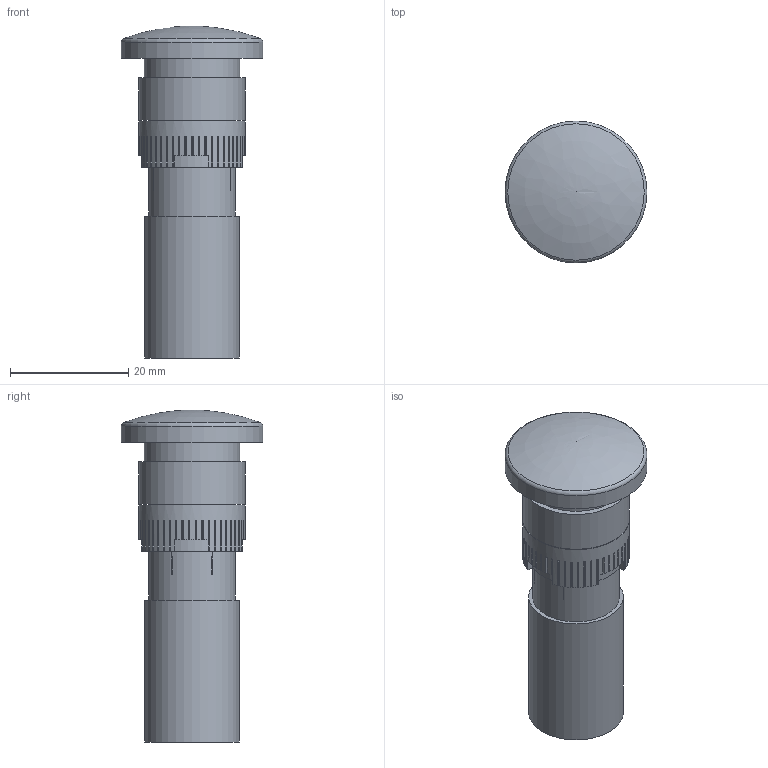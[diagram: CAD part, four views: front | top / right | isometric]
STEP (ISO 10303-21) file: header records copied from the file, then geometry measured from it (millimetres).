
FILE_DESCRIPTION(/* description */ (''),/* implementation_level */ '2;1');
FILE_NAME(/* name */ 'P16xxR1Kxxxxxx.stp',/* time_stamp */ '2025-05-27T14:10:56-05:00',/* author */ ('mroman'),/* organization */ (''),/* preprocessor_version */ 'ST-DEVELOPER v18.1',/* originating_system */ 'Autodesk Inventor 2022',/* authorisation */ '');
FILE_SCHEMA (('AUTOMOTIVE_DESIGN { 1 0 10303 214 3 1 1 }'));
Length unit declared in the file: centimetre
Products named in the file (1): P16xxR1Kxxxxxx
Bounding box: 24 x 24 x 56.15 mm (x, y, z)
Volume: 9805.4 mm3; surface area: 8589.2 mm2
Topology: 1 solids, 4 shells, 370 faces, 1036 edges, 689 vertices
Faces by surface type: plane 323, cylinder 44, torus 1, bspline 1, cone 1
Full cylindrical faces by diameter (mm): 3.1 x2, 8.4 x1, 14.7 x4, 16 x1, 16.1 x2, 18 x2, 24 x1
Entity records: 11984 total; most frequent: CARTESIAN_POINT 2159, ORIENTED_EDGE 2070, DIRECTION 1993, EDGE_CURVE 1035, LINE 809, VECTOR 809, VERTEX_POINT 689, AXIS2_PLACEMENT_3D 592
